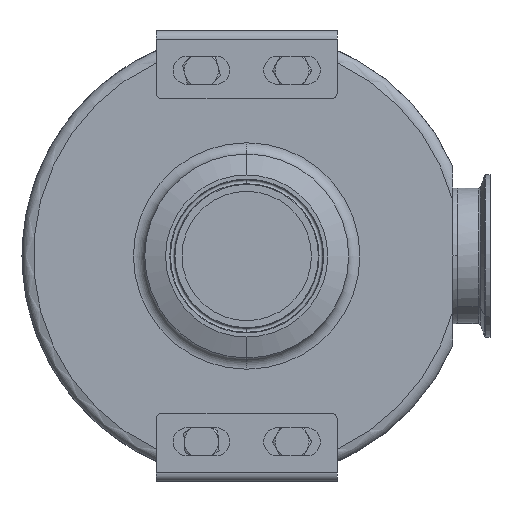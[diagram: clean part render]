
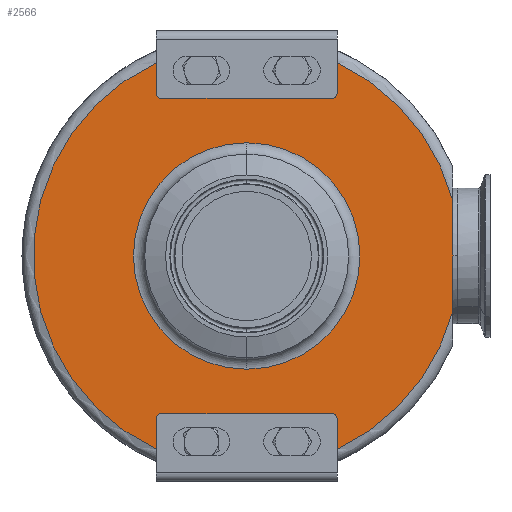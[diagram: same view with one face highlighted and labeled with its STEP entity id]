
A CAD part, front view. The second image highlights one B-rep face of the part: STEP entity #2566.
In plain terms, the highlighted planar face has unit normal (0, -1, 0).
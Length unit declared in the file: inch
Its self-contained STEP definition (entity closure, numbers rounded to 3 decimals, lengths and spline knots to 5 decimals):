
#105 = VECTOR ( 'NONE', #380, 39.37008 ) ;
#116 = DIRECTION ( 'NONE',  ( 0., 0., 1. ) ) ;
#184 = CARTESIAN_POINT ( 'NONE',  ( 0., -2.07, 0. ) ) ;
#301 = DIRECTION ( 'NONE',  ( 0., 1., 0. ) ) ;
#380 = DIRECTION ( 'NONE',  ( 0., 0., 1. ) ) ;
#621 = DIRECTION ( 'NONE',  ( 0., 0., -1. ) ) ;
#814 = AXIS2_PLACEMENT_3D ( 'NONE', #5839, #4535, #10844 ) ;
#904 = CIRCLE ( 'NONE', #15035, 0.125 ) ;
#933 = DIRECTION ( 'NONE',  ( 0., -1., 0. ) ) ;
#1050 = AXIS2_PLACEMENT_3D ( 'NONE', #15569, #8228, #14359 ) ;
#1066 = CARTESIAN_POINT ( 'NONE',  ( -2., -2.07, 3.602 ) ) ;
#1083 = LINE ( 'NONE', #2748, #11888 ) ;
#1325 = VECTOR ( 'NONE', #15231, 39.37008 ) ;
#1703 = EDGE_CURVE ( 'NONE', #5798, #10436, #15192, .T. ) ;
#1883 = CARTESIAN_POINT ( 'NONE',  ( 2., -2.07, -4.26428 ) ) ;
#1998 = ORIENTED_EDGE ( 'NONE', *, *, #11193, .T. ) ;
#2139 = EDGE_LOOP ( 'NONE', ( #15835, #2585 ) ) ;
#2183 = CARTESIAN_POINT ( 'NONE',  ( 0., -2.07, 0. ) ) ;
#2357 = EDGE_CURVE ( 'NONE', #4091, #5450, #12017, .T. ) ;
#2487 = DIRECTION ( 'NONE',  ( 0., 0., -1. ) ) ;
#2566 = ADVANCED_FACE ( 'NONE', ( #9530, #5287 ), #5783, .F. ) ;
#2585 = ORIENTED_EDGE ( 'NONE', *, *, #11921, .T. ) ;
#2748 = CARTESIAN_POINT ( 'NONE',  ( 2., -2.07, -3.477 ) ) ;
#2827 = CARTESIAN_POINT ( 'NONE',  ( -2., -2.07, 4.26428 ) ) ;
#2888 = DIRECTION ( 'NONE',  ( 0., 1., 0. ) ) ;
#3385 = DIRECTION ( 'NONE',  ( 0., 0., 1. ) ) ;
#3600 = CARTESIAN_POINT ( 'NONE',  ( -2., -2.07, 3.477 ) ) ;
#3667 = VERTEX_POINT ( 'NONE', #6959 ) ;
#3875 = VERTEX_POINT ( 'NONE', #7393 ) ;
#3937 = CARTESIAN_POINT ( 'NONE',  ( 2., -2.07, -4.7895 ) ) ;
#3977 = CIRCLE ( 'NONE', #6464, 0.125 ) ;
#4091 = VERTEX_POINT ( 'NONE', #6727 ) ;
#4177 = DIRECTION ( 'NONE',  ( 0., 1., 0. ) ) ;
#4266 = ORIENTED_EDGE ( 'NONE', *, *, #5681, .T. ) ;
#4272 = VERTEX_POINT ( 'NONE', #13133 ) ;
#4535 = DIRECTION ( 'NONE',  ( 0., -1., 0. ) ) ;
#4599 = VECTOR ( 'NONE', #3385, 39.37008 ) ;
#4618 = CARTESIAN_POINT ( 'NONE',  ( 1.875, -2.07, 3.602 ) ) ;
#4652 = EDGE_CURVE ( 'NONE', #4091, #3667, #13581, .T. ) ;
#4691 = EDGE_CURVE ( 'NONE', #11058, #14826, #1083, .T. ) ;
#4753 = EDGE_CURVE ( 'NONE', #9100, #4272, #5708, .T. ) ;
#4792 = CARTESIAN_POINT ( 'NONE',  ( 0., -2.07, 2.5 ) ) ;
#4906 = EDGE_CURVE ( 'NONE', #12491, #14826, #3977, .T. ) ;
#4949 = VECTOR ( 'NONE', #11130, 39.37008 ) ;
#5066 = EDGE_CURVE ( 'NONE', #10436, #3667, #7259, .T. ) ;
#5287 = FACE_BOUND ( 'NONE', #2139, .T. ) ;
#5450 = VERTEX_POINT ( 'NONE', #1066 ) ;
#5487 = VERTEX_POINT ( 'NONE', #1883 ) ;
#5513 = CARTESIAN_POINT ( 'NONE',  ( -1.875, -2.07, -3.602 ) ) ;
#5607 = CARTESIAN_POINT ( 'NONE',  ( 4.55, -2.07, 1.21721 ) ) ;
#5625 = ORIENTED_EDGE ( 'NONE', *, *, #2357, .T. ) ;
#5681 = EDGE_CURVE ( 'NONE', #3875, #12491, #14889, .T. ) ;
#5708 = CIRCLE ( 'NONE', #8311, 2.5 ) ;
#5740 = ORIENTED_EDGE ( 'NONE', *, *, #4691, .F. ) ;
#5783 = PLANE ( 'NONE',  #1050 ) ;
#5798 = VERTEX_POINT ( 'NONE', #10357 ) ;
#5839 = CARTESIAN_POINT ( 'NONE',  ( 0., -2.07, 0. ) ) ;
#6166 = CIRCLE ( 'NONE', #814, 4.71 ) ;
#6241 = CARTESIAN_POINT ( 'NONE',  ( -2., -2.07, 4.7895 ) ) ;
#6362 = ORIENTED_EDGE ( 'NONE', *, *, #8428, .T. ) ;
#6431 = ORIENTED_EDGE ( 'NONE', *, *, #12453, .T. ) ;
#6464 = AXIS2_PLACEMENT_3D ( 'NONE', #5513, #2888, #7798 ) ;
#6472 = DIRECTION ( 'NONE',  ( 0., -1., 0. ) ) ;
#6727 = CARTESIAN_POINT ( 'NONE',  ( -1.875, -2.07, 3.477 ) ) ;
#6959 = CARTESIAN_POINT ( 'NONE',  ( 1.875, -2.07, 3.477 ) ) ;
#7259 = CIRCLE ( 'NONE', #15372, 0.125 ) ;
#7325 = CARTESIAN_POINT ( 'NONE',  ( 2., -2.07, 3.602 ) ) ;
#7393 = CARTESIAN_POINT ( 'NONE',  ( -2., -2.07, -4.26428 ) ) ;
#7703 = CARTESIAN_POINT ( 'NONE',  ( -2., -2.07, -3.602 ) ) ;
#7798 = DIRECTION ( 'NONE',  ( 0., 0., -1. ) ) ;
#8019 = CARTESIAN_POINT ( 'NONE',  ( 1.875, -2.07, -3.602 ) ) ;
#8026 = VERTEX_POINT ( 'NONE', #5607 ) ;
#8189 = DIRECTION ( 'NONE',  ( 0., 1., 0. ) ) ;
#8228 = DIRECTION ( 'NONE',  ( 0., 1., 0. ) ) ;
#8247 = DIRECTION ( 'NONE',  ( 0., 0., 1. ) ) ;
#8287 = LINE ( 'NONE', #10965, #4599 ) ;
#8311 = AXIS2_PLACEMENT_3D ( 'NONE', #184, #301, #8947 ) ;
#8428 = EDGE_CURVE ( 'NONE', #8026, #5798, #9708, .T. ) ;
#8881 = DIRECTION ( 'NONE',  ( -1., 0., 0. ) ) ;
#8947 = DIRECTION ( 'NONE',  ( 0., 0., 1. ) ) ;
#9100 = VERTEX_POINT ( 'NONE', #4792 ) ;
#9530 = FACE_OUTER_BOUND ( 'NONE', #10619, .T. ) ;
#9708 = CIRCLE ( 'NONE', #14770, 4.71 ) ;
#10067 = ORIENTED_EDGE ( 'NONE', *, *, #1703, .T. ) ;
#10125 = ORIENTED_EDGE ( 'NONE', *, *, #5066, .T. ) ;
#10185 = CARTESIAN_POINT ( 'NONE',  ( 2., -2.07, -3.602 ) ) ;
#10206 = VERTEX_POINT ( 'NONE', #2827 ) ;
#10223 = ORIENTED_EDGE ( 'NONE', *, *, #4906, .T. ) ;
#10269 = CARTESIAN_POINT ( 'NONE',  ( 0., -2.07, 0. ) ) ;
#10357 = CARTESIAN_POINT ( 'NONE',  ( 2., -2.07, 4.26428 ) ) ;
#10436 = VERTEX_POINT ( 'NONE', #7325 ) ;
#10619 = EDGE_LOOP ( 'NONE', ( #6362, #10067, #10125, #11394, #5625, #12475, #6431, #4266, #10223, #5740, #1998, #10894, #15043, #15768 ) ) ;
#10707 = CARTESIAN_POINT ( 'NONE',  ( -1.875, -2.07, -3.477 ) ) ;
#10788 = CIRCLE ( 'NONE', #12849, 4.71 ) ;
#10844 = DIRECTION ( 'NONE',  ( 0., 0., 1. ) ) ;
#10894 = ORIENTED_EDGE ( 'NONE', *, *, #13368, .F. ) ;
#10959 = VECTOR ( 'NONE', #2487, 39.37008 ) ;
#10965 = CARTESIAN_POINT ( 'NONE',  ( 4.55, -2.07, 0. ) ) ;
#11058 = VERTEX_POINT ( 'NONE', #12127 ) ;
#11130 = DIRECTION ( 'NONE',  ( 1., 0., 0. ) ) ;
#11193 = EDGE_CURVE ( 'NONE', #11058, #15459, #904, .T. ) ;
#11218 = VERTEX_POINT ( 'NONE', #13089 ) ;
#11394 = ORIENTED_EDGE ( 'NONE', *, *, #4652, .F. ) ;
#11511 = CARTESIAN_POINT ( 'NONE',  ( 2., -2.07, 4.7895 ) ) ;
#11736 = LINE ( 'NONE', #3937, #12119 ) ;
#11888 = VECTOR ( 'NONE', #8881, 39.37008 ) ;
#11921 = EDGE_CURVE ( 'NONE', #4272, #9100, #13391, .T. ) ;
#12017 = CIRCLE ( 'NONE', #14619, 0.125 ) ;
#12119 = VECTOR ( 'NONE', #116, 39.37008 ) ;
#12127 = CARTESIAN_POINT ( 'NONE',  ( 1.875, -2.07, -3.477 ) ) ;
#12453 = EDGE_CURVE ( 'NONE', #10206, #3875, #10788, .T. ) ;
#12475 = ORIENTED_EDGE ( 'NONE', *, *, #13528, .F. ) ;
#12491 = VERTEX_POINT ( 'NONE', #7703 ) ;
#12662 = EDGE_CURVE ( 'NONE', #5487, #11218, #6166, .T. ) ;
#12781 = DIRECTION ( 'NONE',  ( 0., 0., 1. ) ) ;
#12849 = AXIS2_PLACEMENT_3D ( 'NONE', #10269, #6472, #14960 ) ;
#12937 = DIRECTION ( 'NONE',  ( 0., 1., 0. ) ) ;
#13089 = CARTESIAN_POINT ( 'NONE',  ( 4.55, -2.07, -1.21721 ) ) ;
#13133 = CARTESIAN_POINT ( 'NONE',  ( 0., -2.07, -2.5 ) ) ;
#13157 = AXIS2_PLACEMENT_3D ( 'NONE', #2183, #8189, #8247 ) ;
#13368 = EDGE_CURVE ( 'NONE', #5487, #15459, #11736, .T. ) ;
#13391 = CIRCLE ( 'NONE', #13157, 2.5 ) ;
#13528 = EDGE_CURVE ( 'NONE', #10206, #5450, #14574, .T. ) ;
#13581 = LINE ( 'NONE', #3600, #4949 ) ;
#13747 = EDGE_CURVE ( 'NONE', #11218, #8026, #8287, .T. ) ;
#13877 = CARTESIAN_POINT ( 'NONE',  ( -2., -2.07, -4.7895 ) ) ;
#14309 = DIRECTION ( 'NONE',  ( 0., 0., 1. ) ) ;
#14329 = DIRECTION ( 'NONE',  ( 0., 1., 0. ) ) ;
#14359 = DIRECTION ( 'NONE',  ( 0., 0., 1. ) ) ;
#14430 = DIRECTION ( 'NONE',  ( 0., 0., 1. ) ) ;
#14574 = LINE ( 'NONE', #6241, #10959 ) ;
#14619 = AXIS2_PLACEMENT_3D ( 'NONE', #15098, #4177, #12781 ) ;
#14770 = AXIS2_PLACEMENT_3D ( 'NONE', #15521, #933, #14309 ) ;
#14826 = VERTEX_POINT ( 'NONE', #10707 ) ;
#14889 = LINE ( 'NONE', #13877, #105 ) ;
#14960 = DIRECTION ( 'NONE',  ( 0., 0., 1. ) ) ;
#15035 = AXIS2_PLACEMENT_3D ( 'NONE', #8019, #12937, #621 ) ;
#15043 = ORIENTED_EDGE ( 'NONE', *, *, #12662, .T. ) ;
#15098 = CARTESIAN_POINT ( 'NONE',  ( -1.875, -2.07, 3.602 ) ) ;
#15192 = LINE ( 'NONE', #11511, #1325 ) ;
#15231 = DIRECTION ( 'NONE',  ( 0., 0., -1. ) ) ;
#15372 = AXIS2_PLACEMENT_3D ( 'NONE', #4618, #14329, #14430 ) ;
#15459 = VERTEX_POINT ( 'NONE', #10185 ) ;
#15521 = CARTESIAN_POINT ( 'NONE',  ( 0., -2.07, 0. ) ) ;
#15569 = CARTESIAN_POINT ( 'NONE',  ( -2.5, -2.07, 0. ) ) ;
#15768 = ORIENTED_EDGE ( 'NONE', *, *, #13747, .T. ) ;
#15835 = ORIENTED_EDGE ( 'NONE', *, *, #4753, .T. ) ;
